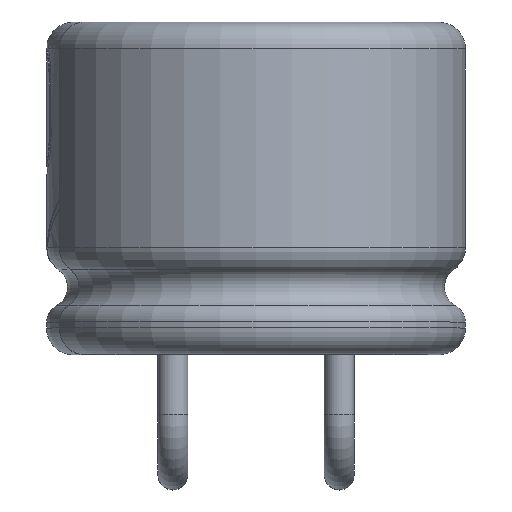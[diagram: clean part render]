
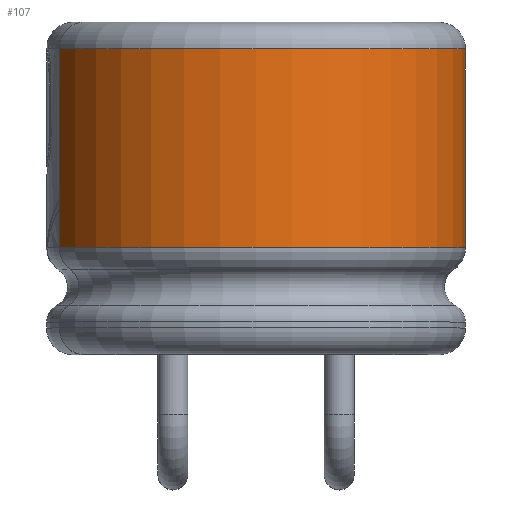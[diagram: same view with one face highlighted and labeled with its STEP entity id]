
A CAD part, top view. The second image highlights one B-rep face of the part: STEP entity #107.
In plain terms, the highlighted cylindrical face has radius 3.15 mm (diameter 6.3 mm), a partial arc.
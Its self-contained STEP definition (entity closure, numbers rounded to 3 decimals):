
#107=ADVANCED_FACE('',(#761),#763,.T.);
#761=FACE_BOUND('',#762,.T.);
#762=EDGE_LOOP('',(#1300,#1301,#1302,#1303,#1304,#1305,#1306,#1307,#1308,#1309,#1310,
#1311));
#763=CYLINDRICAL_SURFACE('',#764,3.15);
#764=AXIS2_PLACEMENT_3D('',#765,#766,#767);
#765=CARTESIAN_POINT('',(0.,3.408,3.25));
#766=DIRECTION('',(0.,1.,0.));
#767=DIRECTION('',(-1.,0.,0.));
#1300=ORIENTED_EDGE('',*,*,#1681,.T.);
#1301=ORIENTED_EDGE('',*,*,#1682,.T.);
#1302=ORIENTED_EDGE('',*,*,#1683,.F.);
#1303=ORIENTED_EDGE('',*,*,#1684,.T.);
#1304=ORIENTED_EDGE('',*,*,#1685,.F.);
#1305=ORIENTED_EDGE('',*,*,#1686,.T.);
#1306=ORIENTED_EDGE('',*,*,#1687,.T.);
#1307=ORIENTED_EDGE('',*,*,#1688,.T.);
#1308=ORIENTED_EDGE('',*,*,#1689,.F.);
#1309=ORIENTED_EDGE('',*,*,#1690,.F.);
#1310=ORIENTED_EDGE('',*,*,#1691,.F.);
#1311=ORIENTED_EDGE('',*,*,#1692,.T.);
#1681=EDGE_CURVE('',#1906,#1907,#1908,.F.);
#1682=EDGE_CURVE('',#1907,#1909,#1910,.F.);
#1683=EDGE_CURVE('',#1911,#1909,#1912,.T.);
#1684=EDGE_CURVE('',#1911,#1913,#1914,.T.);
#1685=EDGE_CURVE('',#1915,#1913,#1916,.F.);
#1686=EDGE_CURVE('',#1915,#1917,#1918,.F.);
#1687=EDGE_CURVE('',#1917,#1919,#1920,.T.);
#1688=EDGE_CURVE('',#1919,#1921,#1922,.T.);
#1689=EDGE_CURVE('',#1923,#1921,#1924,.F.);
#1690=EDGE_CURVE('',#1925,#1923,#1926,.T.);
#1691=EDGE_CURVE('',#1927,#1925,#1928,.T.);
#1692=EDGE_CURVE('',#1927,#1906,#1929,.T.);
#1906=VERTEX_POINT('',#2426);
#1907=VERTEX_POINT('',#2427);
#1908=LINE('',#2428,#2429);
#1909=VERTEX_POINT('',#2431);
#1910=(BOUNDED_CURVE()B_SPLINE_CURVE(3,
(#2432,#2433,#2434,#2435),
.UNSPECIFIED.,.F.,.F.)B_SPLINE_CURVE_WITH_KNOTS((4,4),
(0.,1.),
.UNSPECIFIED.)CURVE()GEOMETRIC_REPRESENTATION_ITEM()RATIONAL_B_SPLINE_CURVE((1.,
1.,1.,1.))REPRESENTATION_ITEM(''));
#1911=VERTEX_POINT('',#2436);
#1912=LINE('',#2437,#2438);
#1913=VERTEX_POINT('',#2440);
#1914=CIRCLE('',#2441,3.15);
#1915=VERTEX_POINT('',#2445);
#1916=LINE('',#2446,#2447);
#1917=VERTEX_POINT('',#2449);
#1918=(BOUNDED_CURVE()B_SPLINE_CURVE(3,
(#2450,#2451,#2452,#2453),
.UNSPECIFIED.,.F.,.F.)B_SPLINE_CURVE_WITH_KNOTS((4,4),
(0.,1.),
.UNSPECIFIED.)CURVE()GEOMETRIC_REPRESENTATION_ITEM()RATIONAL_B_SPLINE_CURVE((1.,
1.,1.,1.))REPRESENTATION_ITEM(''));
#1919=VERTEX_POINT('',#2454);
#1920=LINE('',#2455,#2456);
#1921=VERTEX_POINT('',#2458);
#1922=(BOUNDED_CURVE()B_SPLINE_CURVE(3,
(#2459,#2460,#2461,#2462),
.UNSPECIFIED.,.F.,.F.)B_SPLINE_CURVE_WITH_KNOTS((4,4),
(0.,1.),
.UNSPECIFIED.)CURVE()GEOMETRIC_REPRESENTATION_ITEM()RATIONAL_B_SPLINE_CURVE((1.,
1.,1.,1.))REPRESENTATION_ITEM(''));
#1923=VERTEX_POINT('',#2463);
#1924=LINE('',#2464,#2465);
#1925=VERTEX_POINT('',#2467);
#1926=CIRCLE('',#2468,3.15);
#1927=VERTEX_POINT('',#2472);
#1928=LINE('',#2473,#2474);
#1929=(BOUNDED_CURVE()B_SPLINE_CURVE(3,
(#2476,#2477,#2478,#2479),
.UNSPECIFIED.,.F.,.F.)B_SPLINE_CURVE_WITH_KNOTS((4,4),
(0.,1.),
.UNSPECIFIED.)CURVE()GEOMETRIC_REPRESENTATION_ITEM()RATIONAL_B_SPLINE_CURVE((1.,
1.,1.,1.))REPRESENTATION_ITEM(''));
#2426=CARTESIAN_POINT('',(-2.96,4.13,4.328));
#2427=CARTESIAN_POINT('',(-2.96,4.004,4.328));
#2428=CARTESIAN_POINT('',(-2.96,4.004,4.328));
#2429=VECTOR('',#2430,1.);
#2430=DIRECTION('',(0.,1.,0.));
#2431=CARTESIAN_POINT('',(-2.96,4.003,4.327));
#2432=CARTESIAN_POINT('',(-2.96,4.003,4.327));
#2433=CARTESIAN_POINT('',(-2.96,4.003,4.327));
#2434=CARTESIAN_POINT('',(-2.96,4.004,4.328));
#2435=CARTESIAN_POINT('',(-2.96,4.004,4.328));
#2436=CARTESIAN_POINT('',(-2.96,3.408,4.327));
#2437=CARTESIAN_POINT('',(-2.96,3.408,4.327));
#2438=VECTOR('',#2439,1.);
#2439=DIRECTION('',(0.,1.,0.));
#2440=CARTESIAN_POINT('',(-2.96,3.408,2.173));
#2441=AXIS2_PLACEMENT_3D('',#2442,#2443,#2444);
#2442=CARTESIAN_POINT('',(0.,3.408,3.25));
#2443=DIRECTION('',(0.,1.,0.));
#2444=DIRECTION('',(-0.94,0.,0.342));
#2445=CARTESIAN_POINT('',(-2.96,4.003,2.173));
#2446=CARTESIAN_POINT('',(-2.96,3.408,2.173));
#2447=VECTOR('',#2448,1.);
#2448=DIRECTION('',(0.,1.,0.));
#2449=CARTESIAN_POINT('',(-2.96,4.004,2.172));
#2450=CARTESIAN_POINT('',(-2.96,4.004,2.172));
#2451=CARTESIAN_POINT('',(-2.96,4.004,2.172));
#2452=CARTESIAN_POINT('',(-2.96,4.003,2.173));
#2453=CARTESIAN_POINT('',(-2.96,4.003,2.173));
#2454=CARTESIAN_POINT('',(-2.96,4.13,2.172));
#2455=CARTESIAN_POINT('',(-2.96,4.004,2.172));
#2456=VECTOR('',#2457,1.);
#2457=DIRECTION('',(0.,1.,0.));
#2458=CARTESIAN_POINT('',(-2.96,4.129,2.173));
#2459=CARTESIAN_POINT('',(-2.96,4.13,2.172));
#2460=CARTESIAN_POINT('',(-2.96,4.13,2.172));
#2461=CARTESIAN_POINT('',(-2.96,4.129,2.173));
#2462=CARTESIAN_POINT('',(-2.96,4.129,2.173));
#2463=CARTESIAN_POINT('',(-2.96,6.4,2.173));
#2464=CARTESIAN_POINT('',(-2.96,4.129,2.173));
#2465=VECTOR('',#2466,1.);
#2466=DIRECTION('',(0.,1.,0.));
#2467=CARTESIAN_POINT('',(-2.96,6.4,4.327));
#2468=AXIS2_PLACEMENT_3D('',#2469,#2470,#2471);
#2469=CARTESIAN_POINT('',(0.,6.4,3.25));
#2470=DIRECTION('',(0.,1.,0.));
#2471=DIRECTION('',(-0.94,0.,0.342));
#2472=CARTESIAN_POINT('',(-2.96,4.129,4.327));
#2473=CARTESIAN_POINT('',(-2.96,4.129,4.327));
#2474=VECTOR('',#2475,1.);
#2475=DIRECTION('',(0.,1.,0.));
#2476=CARTESIAN_POINT('',(-2.96,4.129,4.327));
#2477=CARTESIAN_POINT('',(-2.96,4.129,4.327));
#2478=CARTESIAN_POINT('',(-2.96,4.13,4.328));
#2479=CARTESIAN_POINT('',(-2.96,4.13,4.328));
